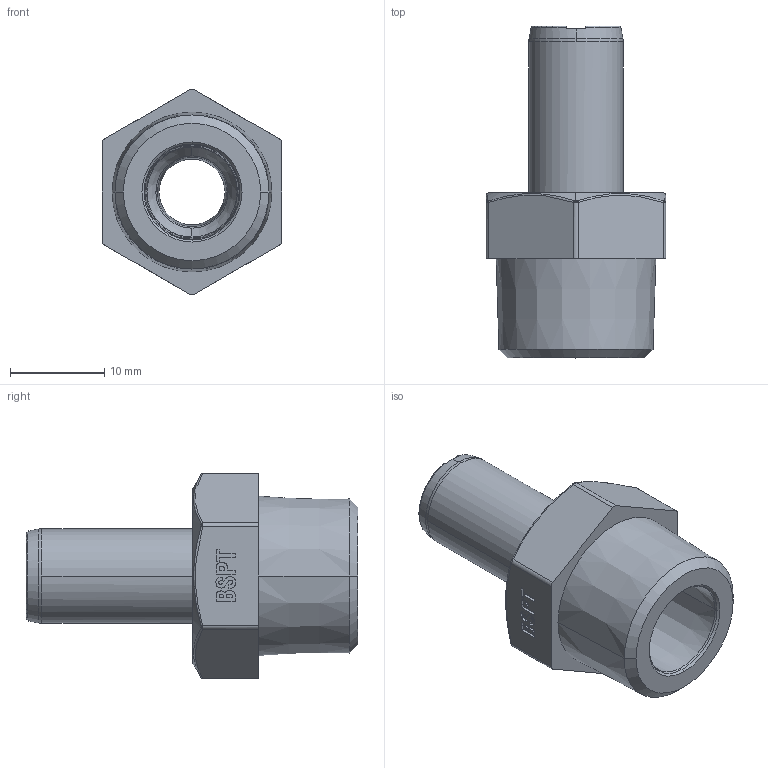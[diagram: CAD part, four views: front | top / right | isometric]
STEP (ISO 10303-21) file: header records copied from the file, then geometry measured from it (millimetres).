
FILE_DESCRIPTION(('STEP AP214'),'1');
FILE_NAME('6821_10_17.stp','2016-07-07T14:44:35',('TraceParts'),('TraceParts S.A.'),'Spatial InterOp 3D',' ',' ');
FILE_SCHEMA(('automotive_design'));
Length unit declared in the file: millimetre
Products named in the file (1): Solide1
Bounding box: 19 x 35.15 x 21.78 mm (x, y, z)
Volume: 3438 mm3; surface area: 3212.4 mm2
Topology: 1 solids, 1 shells, 188 faces, 509 edges, 336 vertices
Faces by surface type: plane 74, bspline 64, cylinder 18, torus 16, cone 16
Entity records: 8691 total; most frequent: CARTESIAN_POINT 2580, ORIENTED_EDGE 1018, DIRECTION 877, EDGE_CURVE 509, VERTEX_POINT 336, AXIS2_PLACEMENT_3D 315, LINE 247, VECTOR 247
